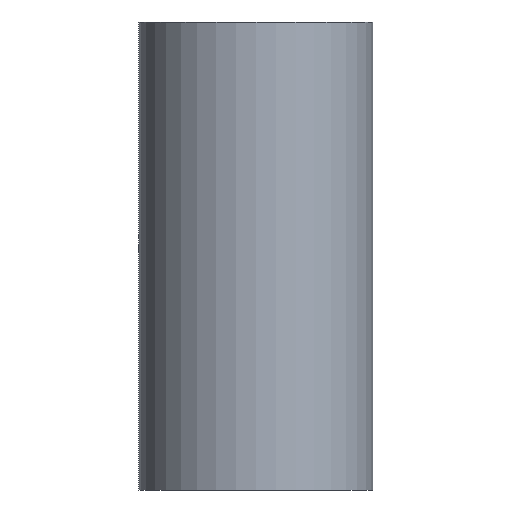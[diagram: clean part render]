
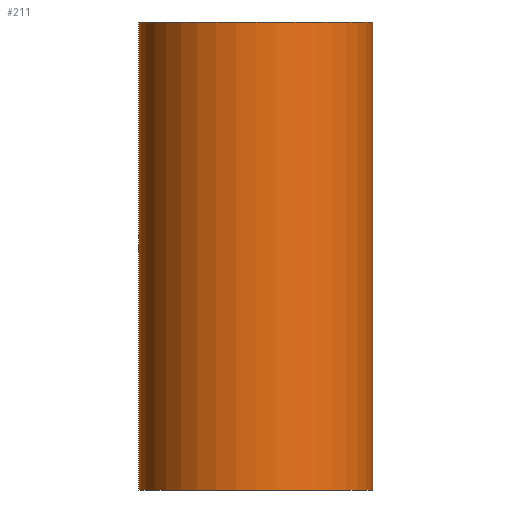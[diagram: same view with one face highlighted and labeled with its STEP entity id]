
A CAD part, front view. The second image highlights one B-rep face of the part: STEP entity #211.
In plain terms, the highlighted cylindrical face has radius 12.7 mm (diameter 25.4 mm), a partial arc.
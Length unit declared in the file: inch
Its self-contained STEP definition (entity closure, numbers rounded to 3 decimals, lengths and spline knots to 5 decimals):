
#15 = ORIENTED_EDGE ( 'NONE', *, *, #27, .T. ) ;
#17 = CYLINDRICAL_SURFACE ( 'NONE', #94, 0.5 ) ;
#19 = EDGE_CURVE ( 'NONE', #88, #245, #116, .T. ) ;
#21 = CARTESIAN_POINT ( 'NONE',  ( 0.5, 0., 0. ) ) ;
#27 = EDGE_CURVE ( 'NONE', #141, #198, #202, .T. ) ;
#35 = DIRECTION ( 'NONE',  ( 1., 0., 0. ) ) ;
#38 = DIRECTION ( 'NONE',  ( 0., 0., 1. ) ) ;
#45 = LINE ( 'NONE', #78, #246 ) ;
#48 = AXIS2_PLACEMENT_3D ( 'NONE', #175, #231, #35 ) ;
#56 = VECTOR ( 'NONE', #64, 39.37008 ) ;
#64 = DIRECTION ( 'NONE',  ( 0., 0., -1. ) ) ;
#74 = DIRECTION ( 'NONE',  ( 0., 0., -1. ) ) ;
#78 = CARTESIAN_POINT ( 'NONE',  ( -0.5, 0., 2. ) ) ;
#79 = DIRECTION ( 'NONE',  ( -1., 0., 0. ) ) ;
#88 = VERTEX_POINT ( 'NONE', #174 ) ;
#93 = CARTESIAN_POINT ( 'NONE',  ( 0., 0., 2. ) ) ;
#94 = AXIS2_PLACEMENT_3D ( 'NONE', #93, #179, #79 ) ;
#96 = FACE_OUTER_BOUND ( 'NONE', #166, .T. ) ;
#97 = AXIS2_PLACEMENT_3D ( 'NONE', #226, #38, #151 ) ;
#100 = EDGE_CURVE ( 'NONE', #88, #141, #45, .T. ) ;
#116 = CIRCLE ( 'NONE', #48, 0.5 ) ;
#126 = ORIENTED_EDGE ( 'NONE', *, *, #19, .F. ) ;
#131 = EDGE_CURVE ( 'NONE', #245, #198, #134, .T. ) ;
#134 = LINE ( 'NONE', #229, #56 ) ;
#140 = CARTESIAN_POINT ( 'NONE',  ( -0.5, 0., 0. ) ) ;
#141 = VERTEX_POINT ( 'NONE', #140 ) ;
#151 = DIRECTION ( 'NONE',  ( 1., 0., 0. ) ) ;
#166 = EDGE_LOOP ( 'NONE', ( #218, #126, #171, #15 ) ) ;
#171 = ORIENTED_EDGE ( 'NONE', *, *, #100, .T. ) ;
#174 = CARTESIAN_POINT ( 'NONE',  ( -0.5, 0., 2. ) ) ;
#175 = CARTESIAN_POINT ( 'NONE',  ( 0., 0., 2. ) ) ;
#179 = DIRECTION ( 'NONE',  ( 0., 0., -1. ) ) ;
#182 = CARTESIAN_POINT ( 'NONE',  ( 0.5, 0., 2. ) ) ;
#198 = VERTEX_POINT ( 'NONE', #21 ) ;
#202 = CIRCLE ( 'NONE', #97, 0.5 ) ;
#211 = ADVANCED_FACE ( 'NONE', ( #96 ), #17, .T. ) ;
#218 = ORIENTED_EDGE ( 'NONE', *, *, #131, .F. ) ;
#226 = CARTESIAN_POINT ( 'NONE',  ( 0., 0., 0. ) ) ;
#229 = CARTESIAN_POINT ( 'NONE',  ( 0.5, 0., 2. ) ) ;
#231 = DIRECTION ( 'NONE',  ( 0., 0., 1. ) ) ;
#245 = VERTEX_POINT ( 'NONE', #182 ) ;
#246 = VECTOR ( 'NONE', #74, 39.37008 ) ;
